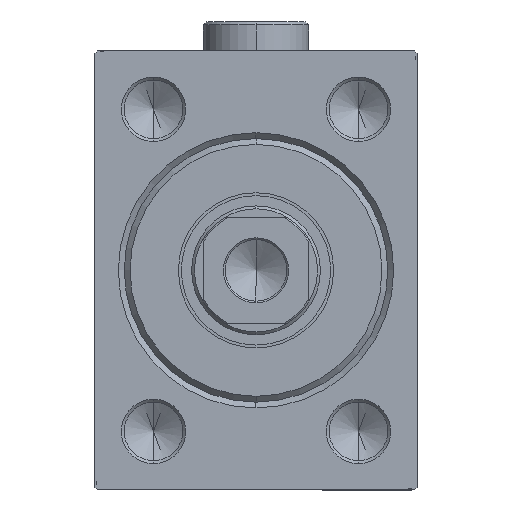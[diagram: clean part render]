
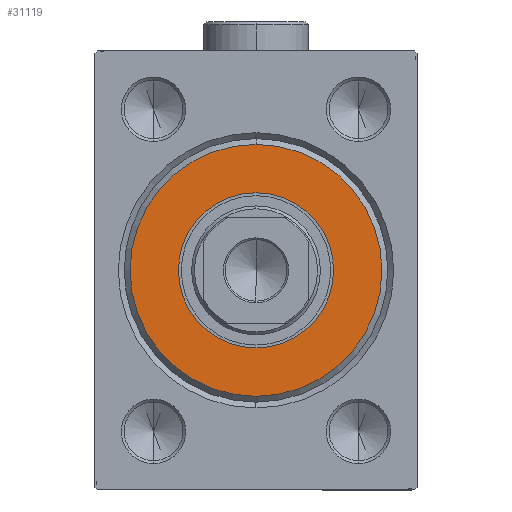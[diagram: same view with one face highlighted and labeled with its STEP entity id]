
A CAD part, left-side view. The second image highlights one B-rep face of the part: STEP entity #31119.
In plain terms, the highlighted face is planar.
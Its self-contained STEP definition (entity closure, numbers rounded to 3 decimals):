
#536 = CARTESIAN_POINT ( 'NONE',  ( 3., 0., 0. ) ) ;
#2155 = CARTESIAN_POINT ( 'NONE',  ( 3., 0., 0. ) ) ;
#2676 = CARTESIAN_POINT ( 'NONE',  ( 3., 0., 21.5 ) ) ;
#4179 = AXIS2_PLACEMENT_3D ( 'NONE', #536, #21057, #39472 ) ;
#4457 = DIRECTION ( 'NONE',  ( 0., 0., -1. ) ) ;
#6102 = ORIENTED_EDGE ( 'NONE', *, *, #17911, .T. ) ;
#6735 = VERTEX_POINT ( 'NONE', #13607 ) ;
#6914 = AXIS2_PLACEMENT_3D ( 'NONE', #34755, #20018, #45356 ) ;
#7561 = PLANE ( 'NONE',  #28409 ) ;
#10454 = EDGE_CURVE ( 'NONE', #6735, #11840, #25304, .T. ) ;
#11252 = DIRECTION ( 'NONE',  ( 1., 0., 0. ) ) ;
#11840 = VERTEX_POINT ( 'NONE', #40960 ) ;
#12525 = DIRECTION ( 'NONE',  ( 1., 0., 0. ) ) ;
#13216 = AXIS2_PLACEMENT_3D ( 'NONE', #39042, #18969, #4457 ) ;
#13607 = CARTESIAN_POINT ( 'NONE',  ( 3., 0., 13.25 ) ) ;
#17396 = ORIENTED_EDGE ( 'NONE', *, *, #43334, .F. ) ;
#17911 = EDGE_CURVE ( 'NONE', #38963, #39974, #19625, .T. ) ;
#18969 = DIRECTION ( 'NONE',  ( 1., 0., 0. ) ) ;
#19625 = CIRCLE ( 'NONE', #4179, 21.5 ) ;
#20018 = DIRECTION ( 'NONE',  ( 1., 0., 0. ) ) ;
#20650 = ORIENTED_EDGE ( 'NONE', *, *, #10454, .F. ) ;
#21057 = DIRECTION ( 'NONE',  ( 1., 0., 0. ) ) ;
#21169 = DIRECTION ( 'NONE',  ( 0., 0., -1. ) ) ;
#25304 = CIRCLE ( 'NONE', #6914, 13.25 ) ;
#25409 = CARTESIAN_POINT ( 'NONE',  ( 3., 0., -21.5 ) ) ;
#25522 = FACE_BOUND ( 'NONE', #34857, .T. ) ;
#28227 = ORIENTED_EDGE ( 'NONE', *, *, #37980, .T. ) ;
#28409 = AXIS2_PLACEMENT_3D ( 'NONE', #32444, #11252, #21169 ) ;
#29319 = CIRCLE ( 'NONE', #35945, 21.5 ) ;
#30651 = EDGE_LOOP ( 'NONE', ( #6102, #28227 ) ) ;
#31119 = ADVANCED_FACE ( 'NONE', ( #31765, #25522 ), #7561, .T. ) ;
#31765 = FACE_OUTER_BOUND ( 'NONE', #30651, .T. ) ;
#32444 = CARTESIAN_POINT ( 'NONE',  ( 3., 0., 0. ) ) ;
#34755 = CARTESIAN_POINT ( 'NONE',  ( 3., 0., 0. ) ) ;
#34857 = EDGE_LOOP ( 'NONE', ( #17396, #20650 ) ) ;
#35945 = AXIS2_PLACEMENT_3D ( 'NONE', #2155, #12525, #43644 ) ;
#37980 = EDGE_CURVE ( 'NONE', #39974, #38963, #29319, .T. ) ;
#38963 = VERTEX_POINT ( 'NONE', #2676 ) ;
#39042 = CARTESIAN_POINT ( 'NONE',  ( 3., 0., 0. ) ) ;
#39472 = DIRECTION ( 'NONE',  ( 0., 0., -1. ) ) ;
#39690 = CIRCLE ( 'NONE', #13216, 13.25 ) ;
#39974 = VERTEX_POINT ( 'NONE', #25409 ) ;
#40960 = CARTESIAN_POINT ( 'NONE',  ( 3., 0., -13.25 ) ) ;
#43334 = EDGE_CURVE ( 'NONE', #11840, #6735, #39690, .T. ) ;
#43644 = DIRECTION ( 'NONE',  ( 0., 0., -1. ) ) ;
#45356 = DIRECTION ( 'NONE',  ( 0., 0., -1. ) ) ;
